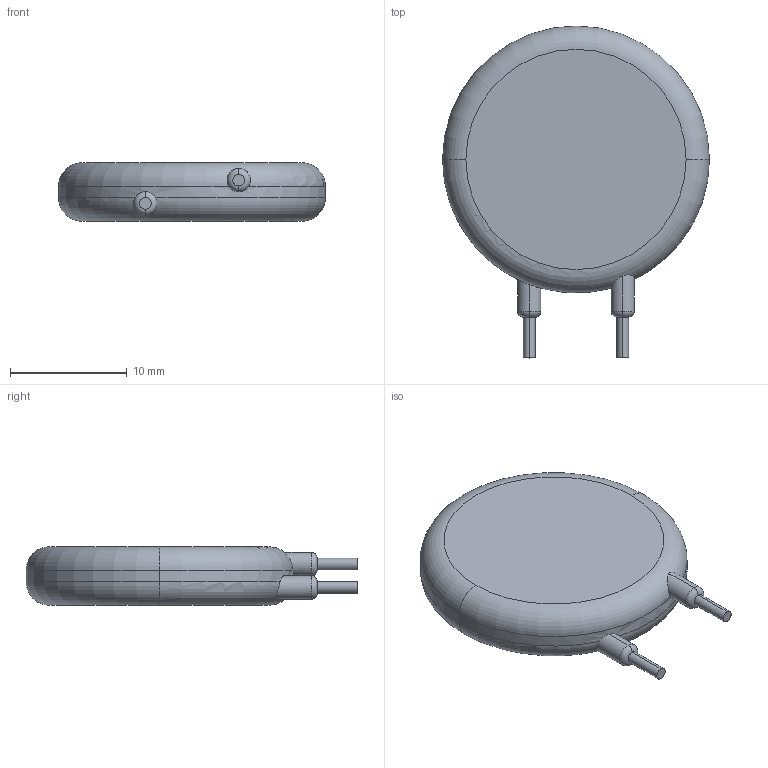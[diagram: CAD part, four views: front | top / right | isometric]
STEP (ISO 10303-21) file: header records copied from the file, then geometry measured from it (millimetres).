
FILE_DESCRIPTION (( 'STEP AP214' ), '1' );
FILE_NAME ('User Library-SG100.STEP', '2018-11-03T14:51:47', ( '' ), ( '' ), 'SwSTEP 2.0', 'SolidWorks 2018', '' );
FILE_SCHEMA (( 'AUTOMOTIVE_DESIGN' ));
Length unit declared in the file: millimetre
Products named in the file (1): User Library-SG100
Bounding box: 22.86 x 28.43 x 5 mm (x, y, z)
Volume: 1957.1 mm3; surface area: 1109.3 mm2
Topology: 1 solids, 1 shells, 22 faces, 48 edges, 28 vertices
Faces by surface type: cylinder 10, torus 8, plane 4
Entity records: 770 total; most frequent: CARTESIAN_POINT 179, DIRECTION 116, ORIENTED_EDGE 96, AXIS2_PLACEMENT_3D 53, EDGE_CURVE 48, CIRCLE 30, VERTEX_POINT 28, ADVANCED_FACE 22
